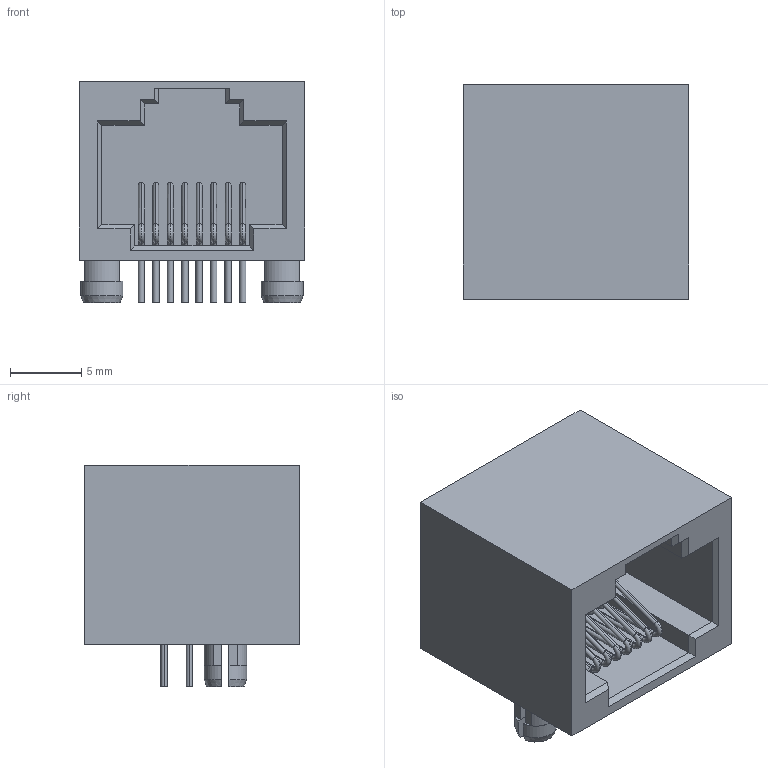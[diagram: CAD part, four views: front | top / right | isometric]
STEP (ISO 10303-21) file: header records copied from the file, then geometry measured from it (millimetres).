
FILE_DESCRIPTION (( 'STEP AP214' ), '1' );
FILE_NAME ('RJ45-TH_L15.9-W15.1-H12.6.step', '2022-07-09T14:36:55', ( '' ), ( '' ), 'SwSTEP 2.0', 'SolidWorks 2020', '' );
FILE_SCHEMA (( 'AUTOMOTIVE_DESIGN' ));
Length unit declared in the file: millimetre
Products named in the file (1): RJ45-TH_L15.9-W15.1-H12.6
Bounding box: 15.9 x 15.1 x 15.6 mm (x, y, z)
Volume: 1795.5 mm3; surface area: 2068.4 mm2
Topology: 13 solids, 13 shells, 457 faces, 1138 edges, 738 vertices
Faces by surface type: plane 253, bspline 112, cylinder 56, torus 32, cone 4
Entity records: 19366 total; most frequent: CARTESIAN_POINT 4666, ORIENTED_EDGE 2276, DIRECTION 1694, EDGE_CURVE 1138, VECTOR 738, VERTEX_POINT 738, LINE 738, EDGE_LOOP 504
